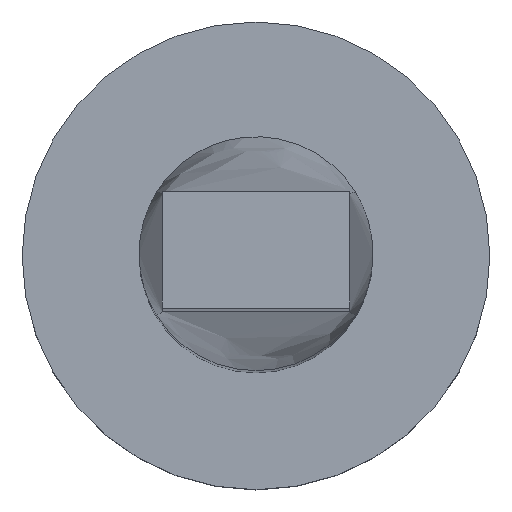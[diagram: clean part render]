
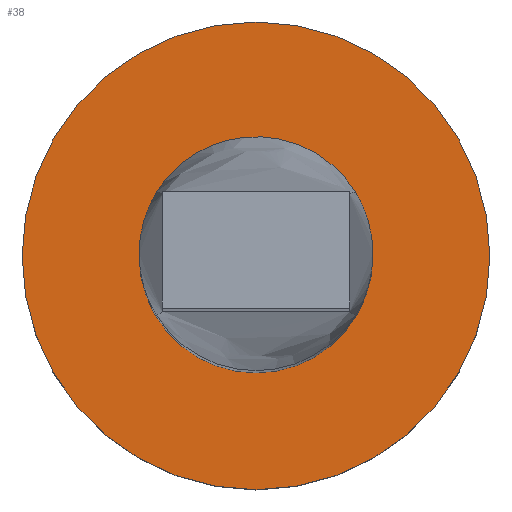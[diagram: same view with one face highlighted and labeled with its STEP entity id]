
A CAD part, top view. The second image highlights one B-rep face of the part: STEP entity #38.
In plain terms, the highlighted planar face has unit normal (0, 0, 1).
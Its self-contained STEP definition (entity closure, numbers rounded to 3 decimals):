
#38 = ADVANCED_FACE ( 'NONE', ( #491, #81 ), #465, .T. ) ;
#62 = VERTEX_POINT ( 'NONE', #369 ) ;
#81 = FACE_OUTER_BOUND ( 'NONE', #476, .T. ) ;
#94 = CIRCLE ( 'NONE', #532, 2.5 ) ;
#113 = CIRCLE ( 'NONE', #364, 5. ) ;
#129 = DIRECTION ( 'NONE',  ( 1., 0., 0. ) ) ;
#132 = DIRECTION ( 'NONE',  ( 0., 0., 1. ) ) ;
#155 = DIRECTION ( 'NONE',  ( 0., 0., 1. ) ) ;
#182 = DIRECTION ( 'NONE',  ( 0., 0., 1. ) ) ;
#183 = CARTESIAN_POINT ( 'NONE',  ( 0., 0., 3. ) ) ;
#199 = VERTEX_POINT ( 'NONE', #224 ) ;
#217 = EDGE_CURVE ( 'NONE', #62, #273, #459, .T. ) ;
#224 = CARTESIAN_POINT ( 'NONE',  ( -2.5, 0., 3. ) ) ;
#237 = EDGE_CURVE ( 'NONE', #387, #199, #506, .T. ) ;
#264 = CARTESIAN_POINT ( 'NONE',  ( 0., 0., 3. ) ) ;
#270 = DIRECTION ( 'NONE',  ( 1., 0., 0. ) ) ;
#273 = VERTEX_POINT ( 'NONE', #540 ) ;
#278 = AXIS2_PLACEMENT_3D ( 'NONE', #183, #132, #129 ) ;
#297 = ORIENTED_EDGE ( 'NONE', *, *, #575, .T. ) ;
#329 = CARTESIAN_POINT ( 'NONE',  ( 0., 0., 3. ) ) ;
#343 = ORIENTED_EDGE ( 'NONE', *, *, #493, .F. ) ;
#364 = AXIS2_PLACEMENT_3D ( 'NONE', #329, #182, #418 ) ;
#369 = CARTESIAN_POINT ( 'NONE',  ( 5., 0., 3. ) ) ;
#378 = AXIS2_PLACEMENT_3D ( 'NONE', #562, #155, #594 ) ;
#386 = ORIENTED_EDGE ( 'NONE', *, *, #237, .F. ) ;
#387 = VERTEX_POINT ( 'NONE', #410 ) ;
#410 = CARTESIAN_POINT ( 'NONE',  ( 2.5, 0., 3. ) ) ;
#418 = DIRECTION ( 'NONE',  ( 1., 0., 0. ) ) ;
#431 = EDGE_LOOP ( 'NONE', ( #343, #386 ) ) ;
#455 = DIRECTION ( 'NONE',  ( 0., 0., 1. ) ) ;
#459 = CIRCLE ( 'NONE', #278, 5. ) ;
#465 = PLANE ( 'NONE',  #378 ) ;
#476 = EDGE_LOOP ( 'NONE', ( #297, #573 ) ) ;
#481 = DIRECTION ( 'NONE',  ( 0., 0., 1. ) ) ;
#491 = FACE_BOUND ( 'NONE', #431, .T. ) ;
#493 = EDGE_CURVE ( 'NONE', #199, #387, #94, .T. ) ;
#495 = CARTESIAN_POINT ( 'NONE',  ( 0., 0., 3. ) ) ;
#506 = CIRCLE ( 'NONE', #531, 2.5 ) ;
#531 = AXIS2_PLACEMENT_3D ( 'NONE', #495, #455, #270 ) ;
#532 = AXIS2_PLACEMENT_3D ( 'NONE', #264, #481, #587 ) ;
#540 = CARTESIAN_POINT ( 'NONE',  ( -5., 0., 3. ) ) ;
#562 = CARTESIAN_POINT ( 'NONE',  ( 0., 0., 3. ) ) ;
#573 = ORIENTED_EDGE ( 'NONE', *, *, #217, .T. ) ;
#575 = EDGE_CURVE ( 'NONE', #273, #62, #113, .T. ) ;
#587 = DIRECTION ( 'NONE',  ( 1., 0., 0. ) ) ;
#594 = DIRECTION ( 'NONE',  ( 1., 0., 0. ) ) ;
